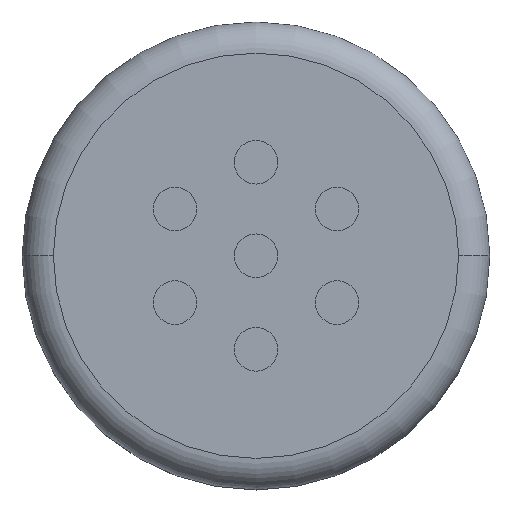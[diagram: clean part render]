
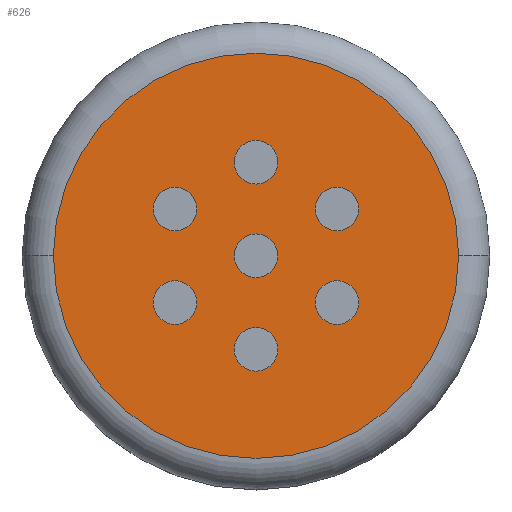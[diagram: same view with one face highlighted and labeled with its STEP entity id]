
A CAD part, top view. The second image highlights one B-rep face of the part: STEP entity #626.
In plain terms, the highlighted planar face has unit normal (0, 0, 1).
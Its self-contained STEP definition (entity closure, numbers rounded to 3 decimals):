
#19=CARTESIAN_POINT('',(0.,0.,0.));
#20=DIRECTION('',(0.,0.,1.));
#21=DIRECTION('',(1.,0.,0.));
#22=AXIS2_PLACEMENT_3D('',#19,#20,#21);
#34=CARTESIAN_POINT('',(0.,0.,0.));
#35=DIRECTION('',(0.,0.,-1.));
#36=DIRECTION('',(1.,0.,0.));
#37=AXIS2_PLACEMENT_3D('',#34,#35,#36);
#39=CARTESIAN_POINT('',(0.,0.,0.));
#40=DIRECTION('',(0.,0.,1.));
#41=DIRECTION('',(0.,-1.,0.));
#42=AXIS2_PLACEMENT_3D('',#39,#40,#41);
#44=CARTESIAN_POINT('',(0.,0.,0.));
#45=DIRECTION('',(0.,0.,1.));
#46=DIRECTION('',(0.,1.,0.));
#47=AXIS2_PLACEMENT_3D('',#44,#45,#46);
#49=CARTESIAN_POINT('',(0.,-3.,0.));
#50=DIRECTION('',(0.,0.,1.));
#51=DIRECTION('',(0.,-1.,0.));
#52=AXIS2_PLACEMENT_3D('',#49,#50,#51);
#54=CARTESIAN_POINT('',(0.,-3.,0.));
#55=DIRECTION('',(0.,0.,1.));
#56=DIRECTION('',(0.,1.,0.));
#57=AXIS2_PLACEMENT_3D('',#54,#55,#56);
#59=CARTESIAN_POINT('',(2.598,-1.5,0.));
#60=DIRECTION('',(0.,0.,1.));
#61=DIRECTION('',(0.866,-0.5,0.));
#62=AXIS2_PLACEMENT_3D('',#59,#60,#61);
#64=CARTESIAN_POINT('',(2.598,-1.5,0.));
#65=DIRECTION('',(0.,0.,1.));
#66=DIRECTION('',(-0.866,0.5,0.));
#67=AXIS2_PLACEMENT_3D('',#64,#65,#66);
#69=CARTESIAN_POINT('',(2.598,1.5,0.));
#70=DIRECTION('',(0.,0.,1.));
#71=DIRECTION('',(0.866,0.5,0.));
#72=AXIS2_PLACEMENT_3D('',#69,#70,#71);
#74=CARTESIAN_POINT('',(2.598,1.5,0.));
#75=DIRECTION('',(0.,0.,1.));
#76=DIRECTION('',(-0.866,-0.5,0.));
#77=AXIS2_PLACEMENT_3D('',#74,#75,#76);
#79=CARTESIAN_POINT('',(0.,3.,0.));
#80=DIRECTION('',(0.,0.,1.));
#81=DIRECTION('',(0.,1.,0.));
#82=AXIS2_PLACEMENT_3D('',#79,#80,#81);
#84=CARTESIAN_POINT('',(0.,3.,0.));
#85=DIRECTION('',(0.,0.,1.));
#86=DIRECTION('',(0.,-1.,0.));
#87=AXIS2_PLACEMENT_3D('',#84,#85,#86);
#89=CARTESIAN_POINT('',(-2.598,1.5,0.));
#90=DIRECTION('',(0.,0.,1.));
#91=DIRECTION('',(-0.866,0.5,0.));
#92=AXIS2_PLACEMENT_3D('',#89,#90,#91);
#94=CARTESIAN_POINT('',(-2.598,1.5,0.));
#95=DIRECTION('',(0.,0.,1.));
#96=DIRECTION('',(0.866,-0.5,0.));
#97=AXIS2_PLACEMENT_3D('',#94,#95,#96);
#99=CARTESIAN_POINT('',(-2.598,-1.5,0.));
#100=DIRECTION('',(0.,0.,1.));
#101=DIRECTION('',(-0.866,-0.5,0.));
#102=AXIS2_PLACEMENT_3D('',#99,#100,#101);
#104=CARTESIAN_POINT('',(-2.598,-1.5,0.));
#105=DIRECTION('',(0.,0.,1.));
#106=DIRECTION('',(0.866,0.5,0.));
#107=AXIS2_PLACEMENT_3D('',#104,#105,#106);
#405=CARTESIAN_POINT('',(6.5,0.,0.));
#407=VERTEX_POINT('',#405);
#411=CARTESIAN_POINT('',(-6.5,0.,0.));
#413=VERTEX_POINT('',#411);
#425=CARTESIAN_POINT('',(0.,-0.7,0.));
#426=CARTESIAN_POINT('',(0.,0.7,0.));
#427=VERTEX_POINT('',#425);
#428=VERTEX_POINT('',#426);
#433=CARTESIAN_POINT('',(0.,-3.7,0.));
#434=CARTESIAN_POINT('',(0.,-2.3,0.));
#435=VERTEX_POINT('',#433);
#436=VERTEX_POINT('',#434);
#441=CARTESIAN_POINT('',(3.204,-1.85,0.));
#442=CARTESIAN_POINT('',(1.992,-1.15,0.));
#443=VERTEX_POINT('',#441);
#444=VERTEX_POINT('',#442);
#449=CARTESIAN_POINT('',(3.204,1.85,0.));
#450=CARTESIAN_POINT('',(1.992,1.15,0.));
#451=VERTEX_POINT('',#449);
#452=VERTEX_POINT('',#450);
#457=CARTESIAN_POINT('',(0.,3.7,0.));
#458=CARTESIAN_POINT('',(0.,2.3,0.));
#459=VERTEX_POINT('',#457);
#460=VERTEX_POINT('',#458);
#465=CARTESIAN_POINT('',(-3.204,1.85,0.));
#466=CARTESIAN_POINT('',(-1.992,1.15,0.));
#467=VERTEX_POINT('',#465);
#468=VERTEX_POINT('',#466);
#473=CARTESIAN_POINT('',(-3.204,-1.85,0.));
#474=CARTESIAN_POINT('',(-1.992,-1.15,0.));
#475=VERTEX_POINT('',#473);
#476=VERTEX_POINT('',#474);
#575=CARTESIAN_POINT('',(0.,0.,0.));
#576=DIRECTION('',(0.,0.,1.));
#577=DIRECTION('',(-1.,0.,0.));
#578=AXIS2_PLACEMENT_3D('',#575,#576,#577);
#579=PLANE('',#578);
#580=ORIENTED_EDGE('',*,*,#554,.F.);
#581=ORIENTED_EDGE('',*,*,#570,.T.);
#582=EDGE_LOOP('',(#580,#581));
#583=FACE_OUTER_BOUND('',#582,.F.);
#585=ORIENTED_EDGE('',*,*,#584,.T.);
#587=ORIENTED_EDGE('',*,*,#586,.T.);
#588=EDGE_LOOP('',(#585,#587));
#589=FACE_BOUND('',#588,.F.);
#591=ORIENTED_EDGE('',*,*,#590,.T.);
#593=ORIENTED_EDGE('',*,*,#592,.T.);
#594=EDGE_LOOP('',(#591,#593));
#595=FACE_BOUND('',#594,.F.);
#597=ORIENTED_EDGE('',*,*,#596,.T.);
#599=ORIENTED_EDGE('',*,*,#598,.T.);
#600=EDGE_LOOP('',(#597,#599));
#601=FACE_BOUND('',#600,.F.);
#603=ORIENTED_EDGE('',*,*,#602,.T.);
#605=ORIENTED_EDGE('',*,*,#604,.T.);
#606=EDGE_LOOP('',(#603,#605));
#607=FACE_BOUND('',#606,.F.);
#609=ORIENTED_EDGE('',*,*,#608,.T.);
#611=ORIENTED_EDGE('',*,*,#610,.T.);
#612=EDGE_LOOP('',(#609,#611));
#613=FACE_BOUND('',#612,.F.);
#615=ORIENTED_EDGE('',*,*,#614,.T.);
#617=ORIENTED_EDGE('',*,*,#616,.T.);
#618=EDGE_LOOP('',(#615,#617));
#619=FACE_BOUND('',#618,.F.);
#621=ORIENTED_EDGE('',*,*,#620,.T.);
#623=ORIENTED_EDGE('',*,*,#622,.T.);
#624=EDGE_LOOP('',(#621,#623));
#625=FACE_BOUND('',#624,.F.);
#626=ADVANCED_FACE('',(#583,#589,#595,#601,#607,#613,#619,#625),#579,.T.);
#23=CIRCLE('',#22,6.5);
#38=CIRCLE('',#37,6.5);
#43=CIRCLE('',#42,0.7);
#48=CIRCLE('',#47,0.7);
#53=CIRCLE('',#52,0.7);
#58=CIRCLE('',#57,0.7);
#63=CIRCLE('',#62,0.7);
#68=CIRCLE('',#67,0.7);
#73=CIRCLE('',#72,0.7);
#78=CIRCLE('',#77,0.7);
#83=CIRCLE('',#82,0.7);
#88=CIRCLE('',#87,0.7);
#93=CIRCLE('',#92,0.7);
#98=CIRCLE('',#97,0.7);
#103=CIRCLE('',#102,0.7);
#108=CIRCLE('',#107,0.7);
#554=EDGE_CURVE('',#407,#413,#23,.T.);
#570=EDGE_CURVE('',#407,#413,#38,.T.);
#584=EDGE_CURVE('',#427,#428,#43,.T.);
#586=EDGE_CURVE('',#428,#427,#48,.T.);
#590=EDGE_CURVE('',#435,#436,#53,.T.);
#592=EDGE_CURVE('',#436,#435,#58,.T.);
#596=EDGE_CURVE('',#443,#444,#63,.T.);
#598=EDGE_CURVE('',#444,#443,#68,.T.);
#602=EDGE_CURVE('',#451,#452,#73,.T.);
#604=EDGE_CURVE('',#452,#451,#78,.T.);
#608=EDGE_CURVE('',#459,#460,#83,.T.);
#610=EDGE_CURVE('',#460,#459,#88,.T.);
#614=EDGE_CURVE('',#467,#468,#93,.T.);
#616=EDGE_CURVE('',#468,#467,#98,.T.);
#620=EDGE_CURVE('',#475,#476,#103,.T.);
#622=EDGE_CURVE('',#476,#475,#108,.T.);
